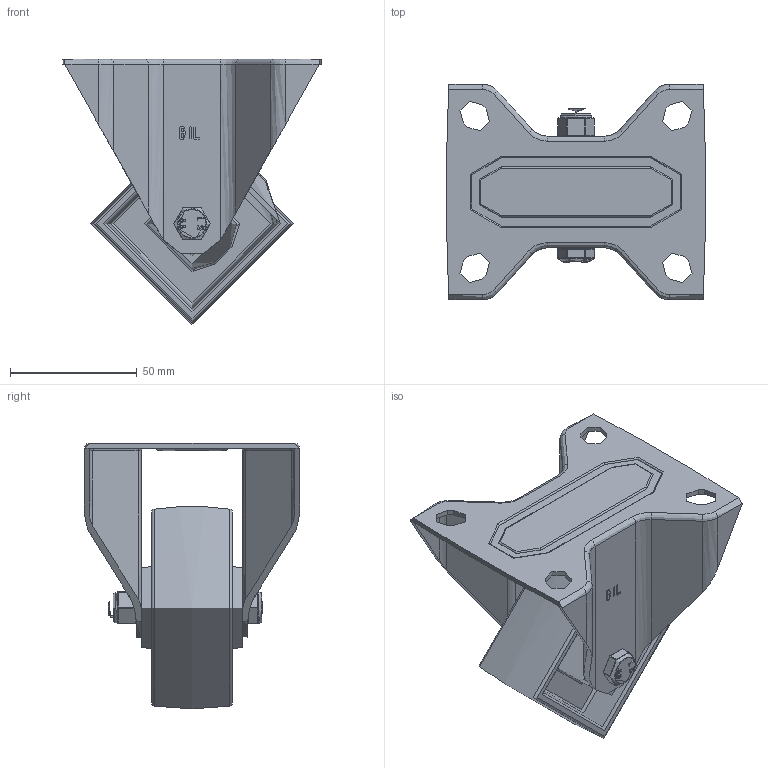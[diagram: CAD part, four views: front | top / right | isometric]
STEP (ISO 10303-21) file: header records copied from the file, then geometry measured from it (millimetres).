
FILE_DESCRIPTION(/* description */ (''),/* implementation_level */ '2;1');
FILE_NAME(/* name */ 'BZMMF80PLBBLK.step',/* time_stamp */ '2024-07-24T16:46:58+01:00',/* author */ (''),/* organization */ (''),/* preprocessor_version */ 'ST-DEVELOPER v20',/* originating_system */ 'Autodesk Translation Framework v13.14.0.145',/* authorisation */ '');
FILE_SCHEMA (('AUTOMOTIVE_DESIGN { 1 0 10303 214 3 1 1 }'));
Length unit declared in the file: millimetre
Products named in the file (17): BZMMF80PLB/BLK; BZMMF80AS - 40 v2; ZINC PLATED, PRESSED STEEL BRACKET; BZMM80WPLRBBLK v1; POLYPROPYLENE WHEEL; ROLLER BEARING; Pattern; Component1; CAGE; TUBEM12X40 v1; ZINC PLATED STEEL TUBE; HEXBOLTM8X55Z8.8 v2; GRADE 8.8 ZINC PLATED BOLT; NYLOCM8Z v1; NYLOC NUT; NUT; RUBBER
Assembly tree (23 placements, depth 5):
  BZMMF80PLB/BLK
    BZMMF80AS - 40 v2
      ZINC PLATED, PRESSED STEEL BRACKET
    BZMM80WPLRBBLK v1
      POLYPROPYLENE WHEEL
      ROLLER BEARING
        Pattern
          Component1  x8
        CAGE
    TUBEM12X40 v1
      ZINC PLATED STEEL TUBE
    HEXBOLTM8X55Z8.8 v2
      GRADE 8.8 ZINC PLATED BOLT
    NYLOCM8Z v1
      NYLOC NUT
        NUT
        RUBBER
Bounding box: 102.3 x 85 x 105 mm (x, y, z)
Volume: 131782.2 mm3; surface area: 74069.4 mm2
Topology: 15 solids, 15 shells, 449 faces, 1080 edges, 679 vertices
Faces by surface type: plane 177, cylinder 170, bspline 37, torus 36, sphere 24, cone 5
Full cylindrical faces by diameter (mm): 0.664 x2, 3.5 x8, 6.446 x7, 7.866 x13, 8 x3, 8.25 x2, 8.4 x1, 8.6 x2, 11.5 x1, 11.9 x1, 12 x1, 12.1 x1, 17.5 x1, 19 x1, 22 x1, 25 x1
Entity records: 18424 total; most frequent: CARTESIAN_POINT 7871, DIRECTION 2123, ORIENTED_EDGE 2106, EDGE_CURVE 1053, AXIS2_PLACEMENT_3D 810, VERTEX_POINT 665, LINE 503, VECTOR 503
